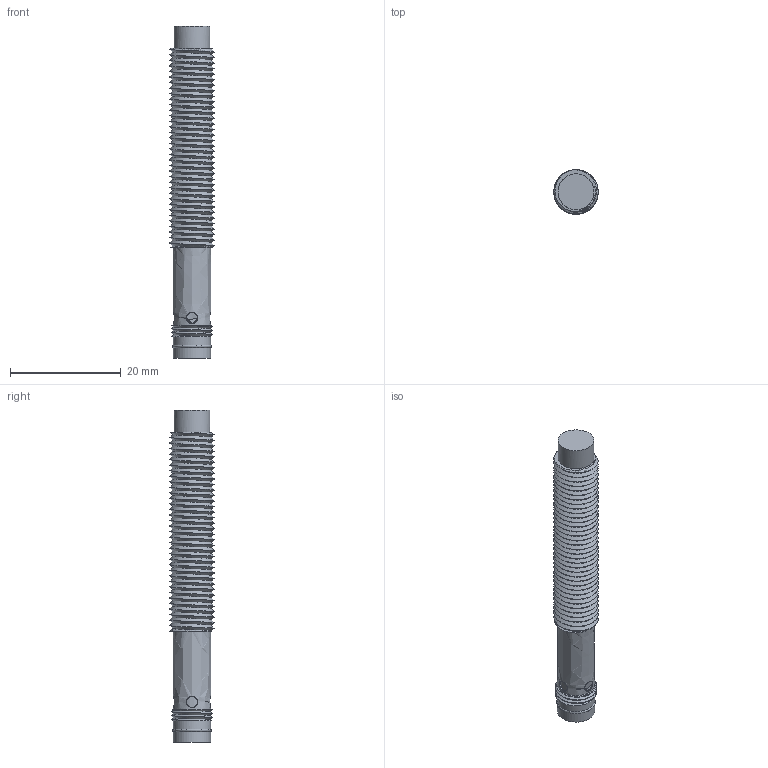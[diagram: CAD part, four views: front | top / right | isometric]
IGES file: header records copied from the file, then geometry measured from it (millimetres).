
Global section: file name: M8_N_STECKER_I1SN-M0802N-OPU3; native system: Autodesk Inventor 2021; preprocessor: unknown; author: S. Sandt; organization: di-soric GmbH & Co. KG; date: 20210811.143229; units: millimetre
Bounding box: 8 x 8 x 60 mm (x, y, z)
Volume: 1174.7 mm3; surface area: 2797.1 mm2
Topology: 1 solids, 3 shells, 44 faces, 107 edges, 78 vertices
Faces by surface type: bspline 44
